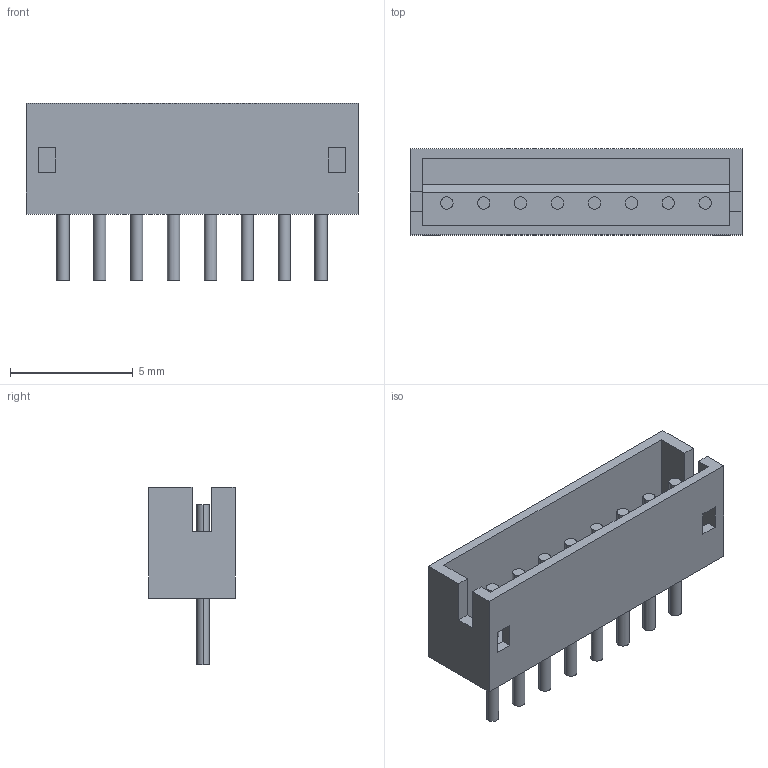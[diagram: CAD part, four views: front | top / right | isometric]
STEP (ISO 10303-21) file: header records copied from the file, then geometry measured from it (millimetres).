
FILE_DESCRIPTION((''),'2;1');
FILE_NAME('JST_B8B-ZR(LF)(SN).stp','2014-08-26T17:43:26',(''),(''),'Mechanical Desktop 2011','Mechanical Desktop 2011',', , ');
FILE_SCHEMA(('AUTOMOTIVE_DESIGN { 1 2 10303 214 1 1 1 1 }'));
Length unit declared in the file: millimetre
Products named in the file (1): Product
Bounding box: 13.5 x 3.5 x 7.2 mm (x, y, z)
Volume: 109.5 mm3; surface area: 415.9 mm2
Topology: 17 solids, 17 shells, 90 faces, 174 edges, 116 vertices
Faces by surface type: plane 58, cylinder 32
Entity records: 2346 total; most frequent: DIRECTION 420, CARTESIAN_POINT 381, ORIENTED_EDGE 348, EDGE_CURVE 174, AXIS2_PLACEMENT_3D 155, VERTEX_POINT 116, VECTOR 110, LINE 110
